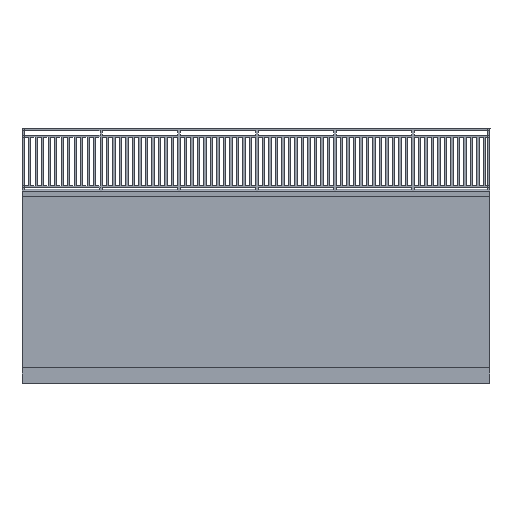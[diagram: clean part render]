
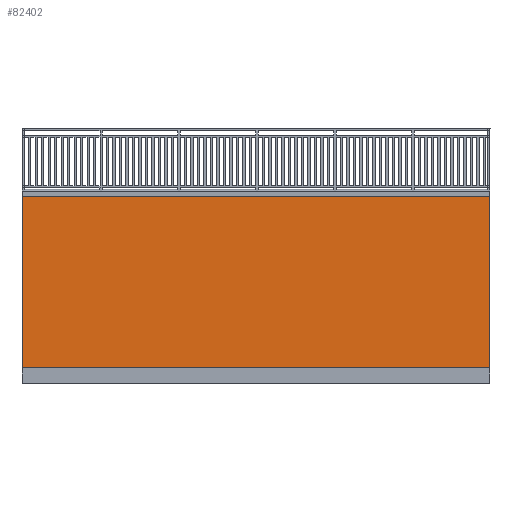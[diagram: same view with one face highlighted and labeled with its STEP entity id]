
A CAD part, left-side view. The second image highlights one B-rep face of the part: STEP entity #82402.
In plain terms, the highlighted planar face has unit normal (-1, 0, 0).
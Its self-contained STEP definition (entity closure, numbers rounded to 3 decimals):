
#5384=PLANE('',#87153);
#9624=FACE_OUTER_BOUND('',#14028,.T.);
#14028=EDGE_LOOP('',(#56673,#56674,#56675,#56676));
#18920=LINE('',#121921,#27080);
#18922=LINE('',#121927,#27082);
#18923=LINE('',#121929,#27083);
#18924=LINE('',#121930,#27084);
#27080=VECTOR('',#96039,0.039);
#27082=VECTOR('',#96045,0.039);
#27083=VECTOR('',#96046,0.039);
#27084=VECTOR('',#96047,0.039);
#35299=VERTEX_POINT('',#121917);
#35301=VERTEX_POINT('',#121920);
#35303=VERTEX_POINT('',#121926);
#35304=VERTEX_POINT('',#121928);
#43834=EDGE_CURVE('',#35301,#35299,#18920,.T.);
#43837=EDGE_CURVE('',#35303,#35299,#18922,.T.);
#43838=EDGE_CURVE('',#35304,#35303,#18923,.T.);
#43839=EDGE_CURVE('',#35304,#35301,#18924,.T.);
#56673=ORIENTED_EDGE('',*,*,#43837,.F.);
#56674=ORIENTED_EDGE('',*,*,#43838,.F.);
#56675=ORIENTED_EDGE('',*,*,#43839,.T.);
#56676=ORIENTED_EDGE('',*,*,#43834,.T.);
#82402=ADVANCED_FACE('',(#9624),#5384,.T.);
#87153=AXIS2_PLACEMENT_3D('',#121925,#96043,#96044);
#96039=DIRECTION('',(0.,0.,-1.));
#96043=DIRECTION('center_axis',(-1.,0.,0.));
#96044=DIRECTION('ref_axis',(0.,0.,1.));
#96045=DIRECTION('',(0.,1.,0.));
#96046=DIRECTION('',(0.,0.,-1.));
#96047=DIRECTION('',(0.,1.,0.));
#121917=CARTESIAN_POINT('',(0.,354.331,11.811));
#121920=CARTESIAN_POINT('',(0.,354.331,141.732));
#121921=CARTESIAN_POINT('',(0.,354.331,72.835));
#121925=CARTESIAN_POINT('Origin',(0.,177.165,72.835));
#121926=CARTESIAN_POINT('',(0.,0.,11.811));
#121927=CARTESIAN_POINT('',(0.,177.165,11.811));
#121928=CARTESIAN_POINT('',(0.,0.,141.732));
#121929=CARTESIAN_POINT('',(0.,0.,72.835));
#121930=CARTESIAN_POINT('',(0.,177.165,141.732));
